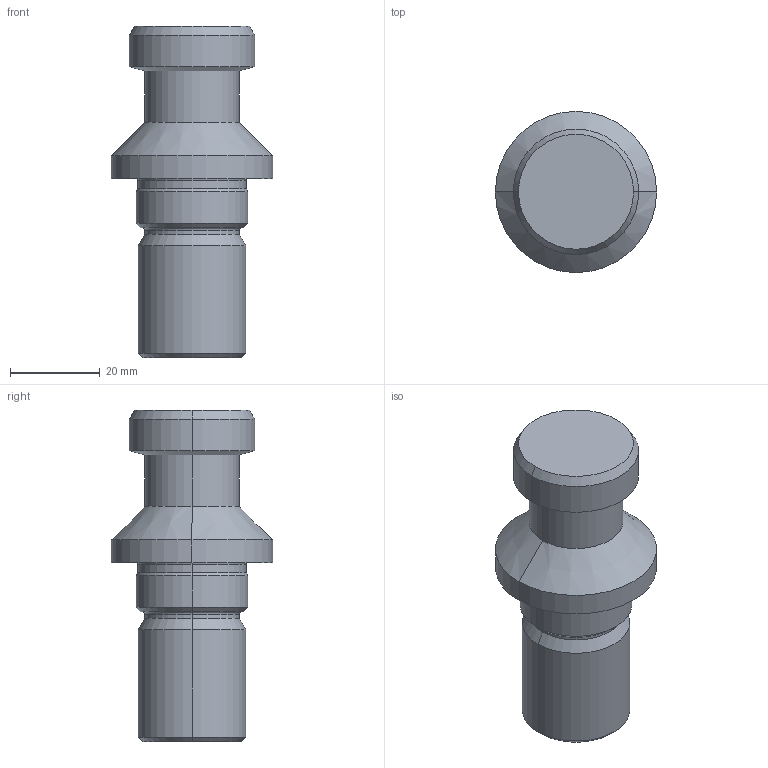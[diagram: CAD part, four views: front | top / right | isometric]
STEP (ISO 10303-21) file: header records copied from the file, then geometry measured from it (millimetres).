
FILE_DESCRIPTION (( 'STEP AP203' ), '1' );
FILE_NAME ('PS SK50 A DIN 69872 W-TC WITH O RING.STEP', '2019-04-08T09:41:49', ( '' ), ( '' ), 'SwSTEP 2.0', 'SolidWorks 2014', '' );
FILE_SCHEMA (( 'CONFIG_CONTROL_DESIGN' ));
Length unit declared in the file: millimetre
Products named in the file (1): PS SK50 A DIN 69872 W-TC WITH O RING
Bounding box: 36 x 36 x 74 mm (x, y, z)
Volume: 38003.2 mm3; surface area: 7989.6 mm2
Topology: 1 solids, 1 shells, 38 faces, 74 edges, 40 vertices
Faces by surface type: cone 16, cylinder 14, torus 4, plane 4
Entity records: 1035 total; most frequent: DIRECTION 196, CARTESIAN_POINT 153, ORIENTED_EDGE 148, AXIS2_PLACEMENT_3D 83, EDGE_CURVE 74, CIRCLE 44, EDGE_LOOP 40, VERTEX_POINT 40
